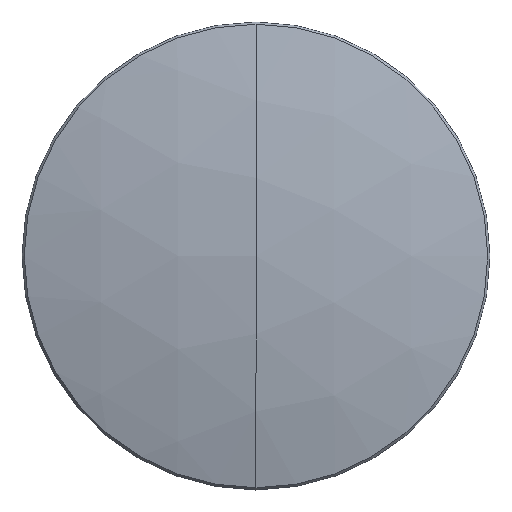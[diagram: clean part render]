
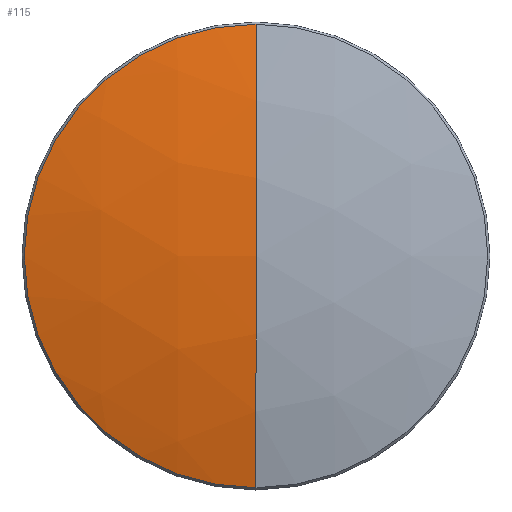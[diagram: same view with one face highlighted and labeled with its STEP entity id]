
A CAD part, top view. The second image highlights one B-rep face of the part: STEP entity #115.
In plain terms, the highlighted spherical face has radius 97.6 mm.
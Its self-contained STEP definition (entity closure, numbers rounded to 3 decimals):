
#1 = VERTEX_POINT ( 'NONE', #89 ) ;
#21 = DIRECTION ( 'NONE',  ( 0., -1., 0. ) ) ;
#22 = DIRECTION ( 'NONE',  ( 0., 0., -1. ) ) ;
#28 = ORIENTED_EDGE ( 'NONE', *, *, #143, .T. ) ;
#40 = AXIS2_PLACEMENT_3D ( 'NONE', #363, #198, #22 ) ;
#46 = EDGE_CURVE ( 'NONE', #107, #1, #137, .T. ) ;
#66 = CARTESIAN_POINT ( 'NONE',  ( 0., 0., -0.115 ) ) ;
#70 = CIRCLE ( 'NONE', #318, 25.159 ) ;
#84 = CIRCLE ( 'NONE', #40, 97.6 ) ;
#89 = CARTESIAN_POINT ( 'NONE',  ( -25.159, 0., -0.115 ) ) ;
#101 = ORIENTED_EDGE ( 'NONE', *, *, #191, .F. ) ;
#102 = DIRECTION ( 'NONE',  ( 0., 0., 1. ) ) ;
#107 = VERTEX_POINT ( 'NONE', #152 ) ;
#112 = DIRECTION ( 'NONE',  ( -1., 0., 0. ) ) ;
#115 = ADVANCED_FACE ( 'NONE', ( #260 ), #350, .T. ) ;
#137 = CIRCLE ( 'NONE', #177, 25.159 ) ;
#143 = EDGE_CURVE ( 'NONE', #1, #237, #70, .T. ) ;
#145 = ORIENTED_EDGE ( 'NONE', *, *, #46, .T. ) ;
#152 = CARTESIAN_POINT ( 'NONE',  ( 0., 25.159, -0.115 ) ) ;
#167 = DIRECTION ( 'NONE',  ( 0., 1., 0. ) ) ;
#169 = EDGE_CURVE ( 'NONE', #237, #265, #367, .T. ) ;
#177 = AXIS2_PLACEMENT_3D ( 'NONE', #66, #243, #185 ) ;
#185 = DIRECTION ( 'NONE',  ( -1., 0., 0. ) ) ;
#191 = EDGE_CURVE ( 'NONE', #107, #265, #84, .T. ) ;
#196 = DIRECTION ( 'NONE',  ( -1., 0., 0. ) ) ;
#198 = DIRECTION ( 'NONE',  ( 1., 0., 0. ) ) ;
#205 = ORIENTED_EDGE ( 'NONE', *, *, #169, .T. ) ;
#232 = CARTESIAN_POINT ( 'NONE',  ( 0., 0., -94.417 ) ) ;
#237 = VERTEX_POINT ( 'NONE', #298 ) ;
#243 = DIRECTION ( 'NONE',  ( 0., 0., 1. ) ) ;
#260 = FACE_OUTER_BOUND ( 'NONE', #271, .T. ) ;
#265 = VERTEX_POINT ( 'NONE', #323 ) ;
#271 = EDGE_LOOP ( 'NONE', ( #145, #28, #205, #101 ) ) ;
#284 = CARTESIAN_POINT ( 'NONE',  ( 0., 0., -0.115 ) ) ;
#298 = CARTESIAN_POINT ( 'NONE',  ( 0., -25.159, -0.115 ) ) ;
#300 = AXIS2_PLACEMENT_3D ( 'NONE', #232, #112, #167 ) ;
#311 = DIRECTION ( 'NONE',  ( -1., 0., 0. ) ) ;
#318 = AXIS2_PLACEMENT_3D ( 'NONE', #284, #102, #311 ) ;
#323 = CARTESIAN_POINT ( 'NONE',  ( 0., 0., 3.183 ) ) ;
#350 = SPHERICAL_SURFACE ( 'NONE', #300, 97.6 ) ;
#353 = AXIS2_PLACEMENT_3D ( 'NONE', #362, #196, #21 ) ;
#362 = CARTESIAN_POINT ( 'NONE',  ( 0., 0., -94.417 ) ) ;
#363 = CARTESIAN_POINT ( 'NONE',  ( 0., 0., -94.417 ) ) ;
#367 = CIRCLE ( 'NONE', #353, 97.6 ) ;
